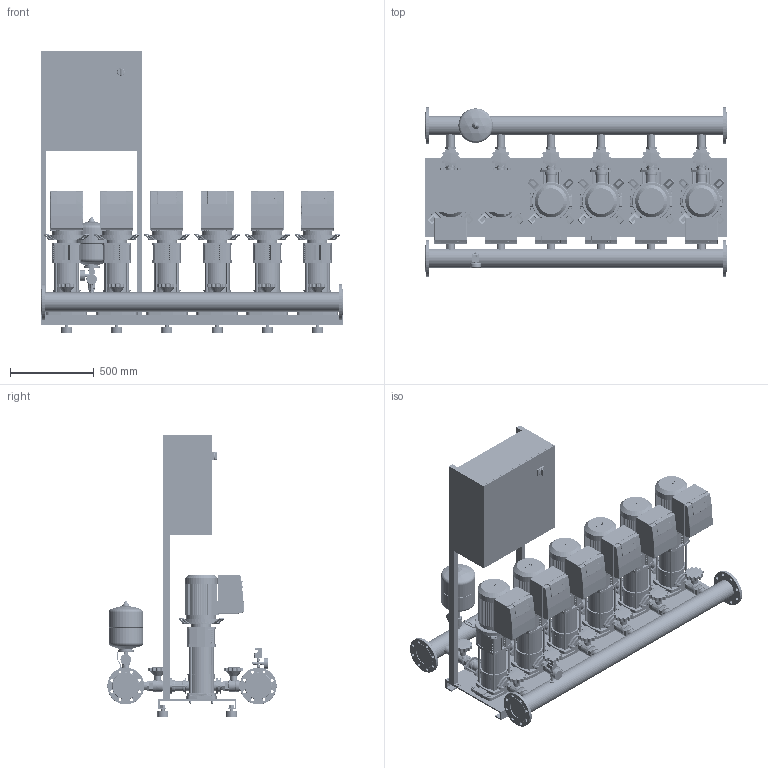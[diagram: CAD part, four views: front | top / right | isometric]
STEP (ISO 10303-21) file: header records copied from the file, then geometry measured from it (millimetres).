
FILE_DESCRIPTION((''),'2;1');
FILE_NAME('3d_COR-6HELIXVE1003_K_CCE-01-2539356.stp','2015-10-05T07:24:04',(''),(''),'Mechanical Desktop 2009','Mechanical Desktop 2009',', , ');
FILE_SCHEMA(('CONFIG_CONTROL_DESIGN'));
Length unit declared in the file: millimetre
Products named in the file (1): Product
Bounding box: 1800 x 1012 x 1685 mm (x, y, z)
Volume: 314549323.5 mm3; surface area: 17454344.7 mm2
Topology: 333 solids, 333 shells, 9157 faces, 23479 edges, 15280 vertices
Faces by surface type: bspline 3260, plane 2878, cylinder 2446, cone 337, torus 184, sphere 52
Entity records: 309736 total; most frequent: CARTESIAN_POINT 92428, ORIENTED_EDGE 46746, DIRECTION 42102, EDGE_CURVE 23373, VERTEX_POINT 15273, AXIS2_PLACEMENT_3D 14139, VECTOR 13824, LINE 13824
